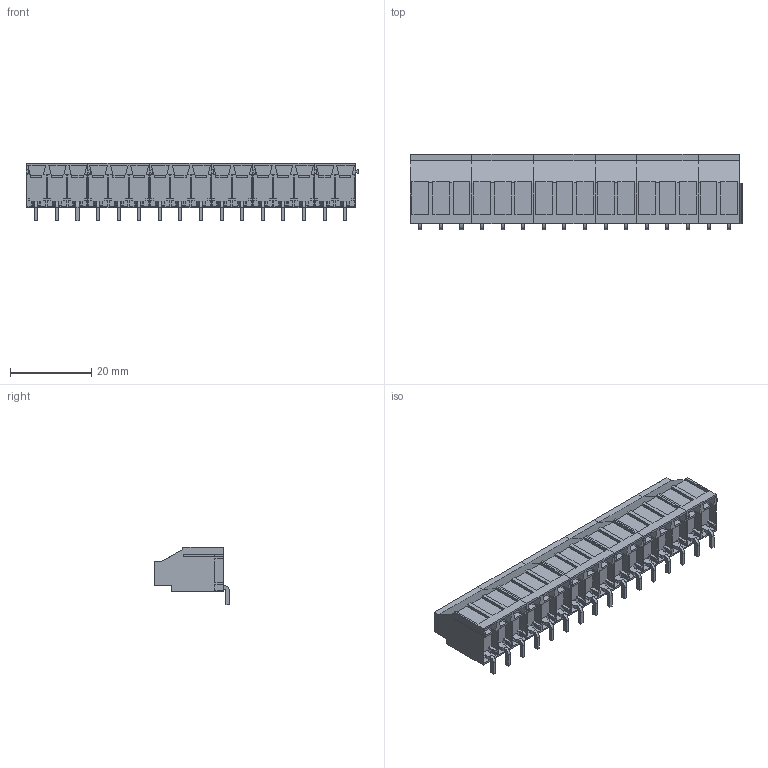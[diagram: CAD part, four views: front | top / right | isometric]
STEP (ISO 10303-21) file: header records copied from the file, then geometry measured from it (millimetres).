
FILE_DESCRIPTION(('CATIA V5 STEP','CAx-IF Rec.Pracs.--- Model Styling and Organization---1.2---2011-12-15'),'2;1');
FILE_NAME ('D1462059_0_2432050000_2432050000.stp','2016-10-03T07:07:32+00:00',('none'),('Weidmueller'),'CATIA Version 5-6 Release 2014','CATIA V5 STEP AP214','none');
FILE_SCHEMA(('AUTOMOTIVE_DESIGN { 1 0 10303 214 1 1 1 1 }'));
Length unit declared in the file: millimetre
Products named in the file (1): 2432050000_S
Bounding box: 81.93 x 18.57 x 14.2 mm (x, y, z)
Volume: 10628.8 mm3; surface area: 11102.1 mm2
Topology: 38 solids, 38 shells, 1218 faces, 3218 edges, 2124 vertices
Faces by surface type: plane 1090, cylinder 128
Entity records: 34698 total; most frequent: ORIENTED_EDGE 6436, CARTESIAN_POINT 6148, DIRECTION 4828, EDGE_CURVE 3218, VECTOR 2898, LINE 2898, VERTEX_POINT 2124, EDGE_LOOP 1266
